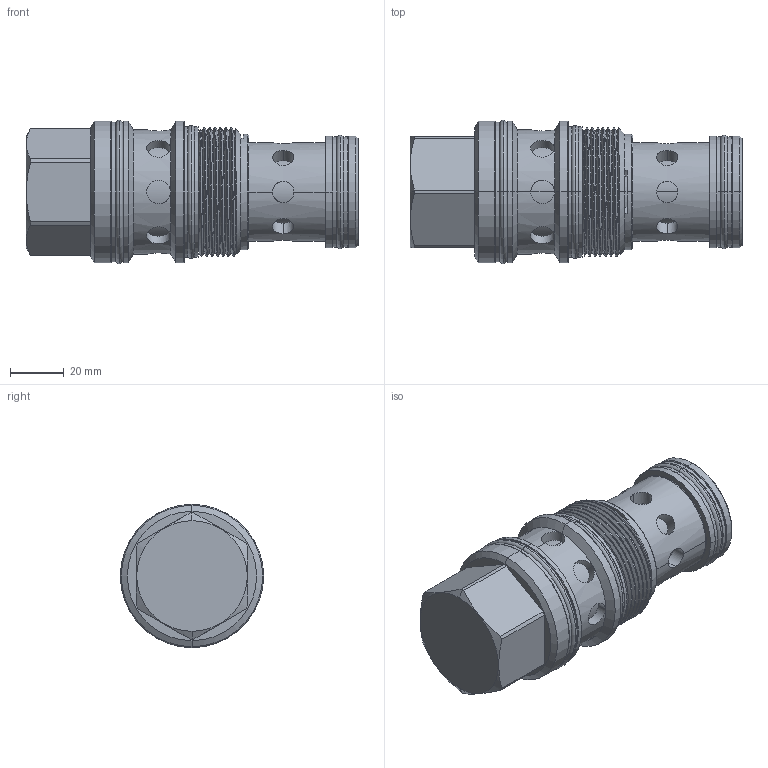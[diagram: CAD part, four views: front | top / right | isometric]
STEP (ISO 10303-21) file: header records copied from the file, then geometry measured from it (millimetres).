
FILE_DESCRIPTION (( 'STEP AP203' ), '1' );
FILE_NAME ('FR19A3F-N.STEP', '2020-04-15T01:23:58', ( '' ), ( '' ), 'SwSTEP 2.0', 'SolidWorks 2018', '' );
FILE_SCHEMA (( 'CONFIG_CONTROL_DESIGN' ));
Length unit declared in the file: millimetre
Products named in the file (1): FR19A3F-N
Bounding box: 123.06 x 53.11 x 53.11 mm (x, y, z)
Volume: 172549.1 mm3; surface area: 35259.8 mm2
Topology: 7 solids, 7 shells, 207 faces, 455 edges, 282 vertices
Faces by surface type: cylinder 123, plane 30, cone 29, torus 22, bspline 3
Entity records: 9144 total; most frequent: CARTESIAN_POINT 4603, DIRECTION 940, ORIENTED_EDGE 910, EDGE_CURVE 455, AXIS2_PLACEMENT_3D 394, VERTEX_POINT 282, EDGE_LOOP 239, ADVANCED_FACE 207
